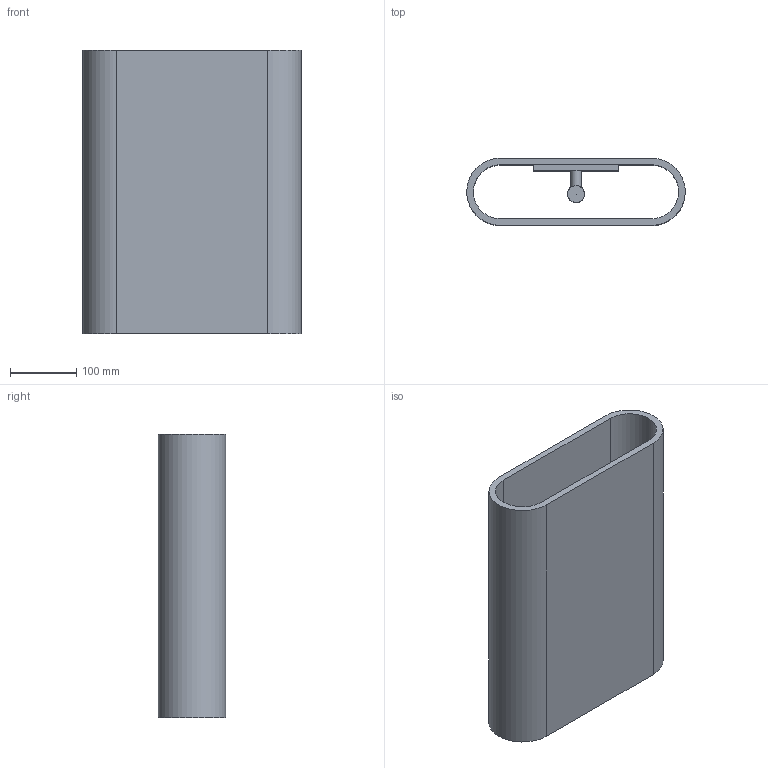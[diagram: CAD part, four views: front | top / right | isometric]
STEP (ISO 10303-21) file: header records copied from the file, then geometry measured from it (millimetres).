
FILE_DESCRIPTION(/* description */ (''),/* implementation_level */ '2;1');
FILE_NAME(/* name */ 'SKEW13_3D_mm',/* time_stamp */ '2025-06-18T13:25:26-07:00',/* author */ (''),/* organization */ (''),/* preprocessor_version */ 'ST-DEVELOPER v16.5',/* originating_system */ '',/* authorisation */ '');
FILE_SCHEMA (('AUTOMOTIVE_DESIGN'));
Length unit declared in the file: millimetre
Products named in the file (1): Document
Bounding box: 330.2 x 101.6 x 428.4 mm (x, y, z)
Volume: 3394160.7 mm3; surface area: 685646.8 mm2
Topology: 6 solids, 6 shells, 47 faces, 117 edges, 76 vertices
Faces by surface type: plane 31, bspline 16
Entity records: 1520 total; most frequent: CARTESIAN_POINT 691, ORIENTED_EDGE 226, EDGE_CURVE 113, B_SPLINE_CURVE_WITH_KNOTS 79, VERTEX_POINT 76, EDGE_LOOP 53, ADVANCED_FACE 47, FACE_OUTER_BOUND 47
